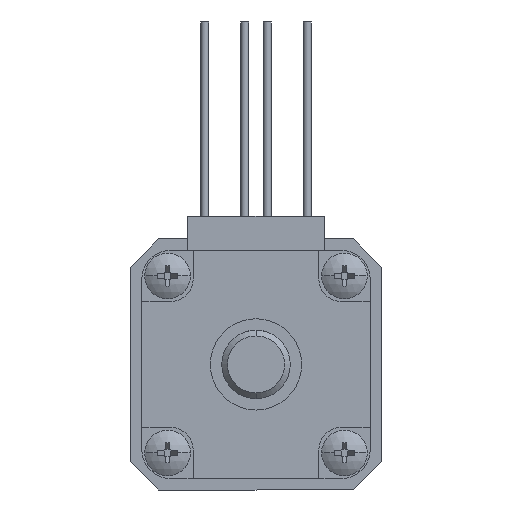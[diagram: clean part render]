
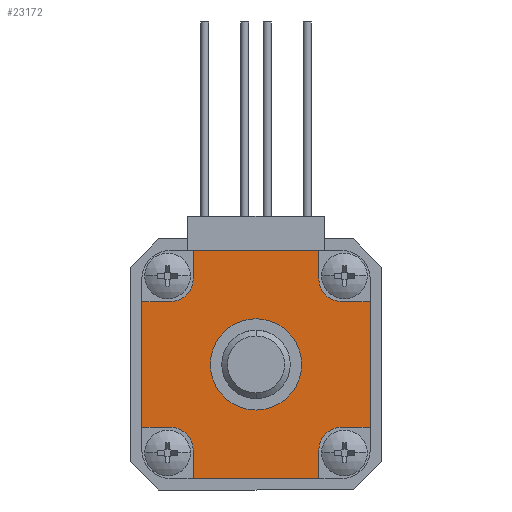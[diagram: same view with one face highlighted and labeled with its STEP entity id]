
A CAD part, front view. The second image highlights one B-rep face of the part: STEP entity #23172.
In plain terms, the highlighted planar face has unit normal (0, -1, 0).
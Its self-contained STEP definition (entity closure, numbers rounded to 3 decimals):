
#34 = CARTESIAN_POINT ( 'NONE',  ( 10., 0., 7.5 ) ) ;
#104 = LINE ( 'NONE', #8243, #15363 ) ;
#272 = CARTESIAN_POINT ( 'NONE',  ( -5.5, 0., -10. ) ) ;
#412 = DIRECTION ( 'NONE',  ( 0., 0., -1. ) ) ;
#584 = VERTEX_POINT ( 'NONE', #23193 ) ;
#635 = VERTEX_POINT ( 'NONE', #7307 ) ;
#788 = CARTESIAN_POINT ( 'NONE',  ( -7.5, 0., -10. ) ) ;
#981 = VERTEX_POINT ( 'NONE', #24899 ) ;
#1223 = ORIENTED_EDGE ( 'NONE', *, *, #12929, .F. ) ;
#1821 = VERTEX_POINT ( 'NONE', #10665 ) ;
#1899 = CARTESIAN_POINT ( 'NONE',  ( -7.5, 0., 5.5 ) ) ;
#1937 = VERTEX_POINT ( 'NONE', #9697 ) ;
#1952 = VERTEX_POINT ( 'NONE', #3706 ) ;
#2016 = CIRCLE ( 'NONE', #16941, 2. ) ;
#2144 = ORIENTED_EDGE ( 'NONE', *, *, #16791, .T. ) ;
#2461 = CARTESIAN_POINT ( 'NONE',  ( 5.5, 0., -10. ) ) ;
#2584 = DIRECTION ( 'NONE',  ( 0., 1., 0. ) ) ;
#2608 = ORIENTED_EDGE ( 'NONE', *, *, #11015, .T. ) ;
#2638 = DIRECTION ( 'NONE',  ( 0., 0., 1. ) ) ;
#2671 = CARTESIAN_POINT ( 'NONE',  ( -5.5, 0., -7.5 ) ) ;
#2795 = LINE ( 'NONE', #10937, #10410 ) ;
#2964 = AXIS2_PLACEMENT_3D ( 'NONE', #14724, #2584, #10718 ) ;
#2983 = VECTOR ( 'NONE', #14702, 1000. ) ;
#3280 = EDGE_CURVE ( 'NONE', #16513, #1937, #104, .T. ) ;
#3341 = VECTOR ( 'NONE', #3902, 1000. ) ;
#3419 = ORIENTED_EDGE ( 'NONE', *, *, #9295, .T. ) ;
#3706 = CARTESIAN_POINT ( 'NONE',  ( -5.5, 0., -7.5 ) ) ;
#3902 = DIRECTION ( 'NONE',  ( 0., 0., -1. ) ) ;
#4155 = LINE ( 'NONE', #18565, #7003 ) ;
#4259 = CARTESIAN_POINT ( 'NONE',  ( -10., 0., 7.5 ) ) ;
#4323 = EDGE_CURVE ( 'NONE', #16513, #25353, #26166, .T. ) ;
#4567 = VERTEX_POINT ( 'NONE', #17604 ) ;
#4657 = CIRCLE ( 'NONE', #8478, 2. ) ;
#4929 = EDGE_CURVE ( 'NONE', #23621, #635, #6076, .T. ) ;
#5001 = EDGE_CURVE ( 'NONE', #1937, #23621, #2016, .T. ) ;
#5062 = DIRECTION ( 'NONE',  ( 0., 0., 1. ) ) ;
#5113 = LINE ( 'NONE', #8988, #6371 ) ;
#5523 = ORIENTED_EDGE ( 'NONE', *, *, #22592, .T. ) ;
#5547 = CARTESIAN_POINT ( 'NONE',  ( -10., 0., -5.5 ) ) ;
#6044 = DIRECTION ( 'NONE',  ( 0., 0., 1. ) ) ;
#6072 = CARTESIAN_POINT ( 'NONE',  ( -7.5, 0., 10. ) ) ;
#6076 = LINE ( 'NONE', #9814, #23730 ) ;
#6193 = ORIENTED_EDGE ( 'NONE', *, *, #5001, .T. ) ;
#6371 = VECTOR ( 'NONE', #10582, 1000. ) ;
#6429 = LINE ( 'NONE', #16715, #2983 ) ;
#6631 = DIRECTION ( 'NONE',  ( 0., 1., 0. ) ) ;
#6666 = LINE ( 'NONE', #2671, #20201 ) ;
#6889 = FACE_BOUND ( 'NONE', #7964, .T. ) ;
#6906 = VERTEX_POINT ( 'NONE', #26311 ) ;
#6977 = DIRECTION ( 'NONE',  ( 0., 0., 1. ) ) ;
#7003 = VECTOR ( 'NONE', #412, 1000. ) ;
#7307 = CARTESIAN_POINT ( 'NONE',  ( 10., 0., -5.5 ) ) ;
#7684 = LINE ( 'NONE', #5547, #12822 ) ;
#7964 = EDGE_LOOP ( 'NONE', ( #2144, #14844 ) ) ;
#8050 = CARTESIAN_POINT ( 'NONE',  ( 0., 0., 0. ) ) ;
#8243 = CARTESIAN_POINT ( 'NONE',  ( 5.5, 0., -7.5 ) ) ;
#8450 = CARTESIAN_POINT ( 'NONE',  ( 0., 0., 4. ) ) ;
#8478 = AXIS2_PLACEMENT_3D ( 'NONE', #14657, #6631, #18658 ) ;
#8518 = CIRCLE ( 'NONE', #22589, 2. ) ;
#8520 = CARTESIAN_POINT ( 'NONE',  ( -10., 0., 5.5 ) ) ;
#8596 = DIRECTION ( 'NONE',  ( 0., 1., 0. ) ) ;
#8988 = CARTESIAN_POINT ( 'NONE',  ( 10., 0., 5.5 ) ) ;
#9107 = ORIENTED_EDGE ( 'NONE', *, *, #23331, .T. ) ;
#9192 = CARTESIAN_POINT ( 'NONE',  ( -10., 0., -5.5 ) ) ;
#9295 = EDGE_CURVE ( 'NONE', #20432, #15653, #21283, .T. ) ;
#9309 = LINE ( 'NONE', #6072, #25897 ) ;
#9321 = VECTOR ( 'NONE', #2638, 1000. ) ;
#9595 = EDGE_CURVE ( 'NONE', #6906, #635, #11902, .T. ) ;
#9697 = CARTESIAN_POINT ( 'NONE',  ( 5.5, 0., -7.5 ) ) ;
#9814 = CARTESIAN_POINT ( 'NONE',  ( 10., 0., -5.5 ) ) ;
#9824 = VERTEX_POINT ( 'NONE', #9192 ) ;
#10003 = ORIENTED_EDGE ( 'NONE', *, *, #24404, .F. ) ;
#10122 = ORIENTED_EDGE ( 'NONE', *, *, #4323, .F. ) ;
#10410 = VECTOR ( 'NONE', #5062, 1000. ) ;
#10484 = ORIENTED_EDGE ( 'NONE', *, *, #3280, .T. ) ;
#10582 = DIRECTION ( 'NONE',  ( -1., 0., 0. ) ) ;
#10586 = EDGE_CURVE ( 'NONE', #6906, #4567, #5113, .T. ) ;
#10595 = EDGE_CURVE ( 'NONE', #13837, #584, #17882, .T. ) ;
#10663 = CARTESIAN_POINT ( 'NONE',  ( -7.5, 0., -5.5 ) ) ;
#10665 = CARTESIAN_POINT ( 'NONE',  ( -5.5, 0., 10. ) ) ;
#10718 = DIRECTION ( 'NONE',  ( 0., 0., 1. ) ) ;
#10808 = DIRECTION ( 'NONE',  ( 0., 0., -1. ) ) ;
#10814 = AXIS2_PLACEMENT_3D ( 'NONE', #8050, #24063, #6044 ) ;
#10937 = CARTESIAN_POINT ( 'NONE',  ( 5.5, 0., 7.5 ) ) ;
#11015 = EDGE_CURVE ( 'NONE', #15653, #12924, #6429, .T. ) ;
#11891 = EDGE_LOOP ( 'NONE', ( #15432, #3419, #2608, #1223, #9107, #5523, #13324, #10122, #10484, #6193, #17189, #20003, #22073, #20302, #21105, #10003 ) ) ;
#11902 = LINE ( 'NONE', #34, #3341 ) ;
#12822 = VECTOR ( 'NONE', #24216, 1000. ) ;
#12924 = VERTEX_POINT ( 'NONE', #8520 ) ;
#12929 = EDGE_CURVE ( 'NONE', #9824, #12924, #18917, .T. ) ;
#12952 = EDGE_CURVE ( 'NONE', #4567, #981, #4657, .T. ) ;
#13016 = DIRECTION ( 'NONE',  ( 0., 0., -1. ) ) ;
#13142 = PLANE ( 'NONE',  #14550 ) ;
#13324 = ORIENTED_EDGE ( 'NONE', *, *, #14363, .T. ) ;
#13837 = VERTEX_POINT ( 'NONE', #8450 ) ;
#14363 = EDGE_CURVE ( 'NONE', #1952, #25353, #6666, .T. ) ;
#14550 = AXIS2_PLACEMENT_3D ( 'NONE', #25568, #17300, #15434 ) ;
#14652 = CIRCLE ( 'NONE', #10814, 4. ) ;
#14657 = CARTESIAN_POINT ( 'NONE',  ( 7.5, 0., 7.5 ) ) ;
#14702 = DIRECTION ( 'NONE',  ( -1., 0., 0. ) ) ;
#14724 = CARTESIAN_POINT ( 'NONE',  ( -7.5, 0., 7.5 ) ) ;
#14766 = DIRECTION ( 'NONE',  ( 0., 1., 0. ) ) ;
#14844 = ORIENTED_EDGE ( 'NONE', *, *, #10595, .T. ) ;
#15363 = VECTOR ( 'NONE', #24258, 1000. ) ;
#15432 = ORIENTED_EDGE ( 'NONE', *, *, #17304, .T. ) ;
#15434 = DIRECTION ( 'NONE',  ( 0., 0., 1. ) ) ;
#15653 = VERTEX_POINT ( 'NONE', #1899 ) ;
#16245 = DIRECTION ( 'NONE',  ( 0., 0., 1. ) ) ;
#16513 = VERTEX_POINT ( 'NONE', #2461 ) ;
#16715 = CARTESIAN_POINT ( 'NONE',  ( -10., 0., 5.5 ) ) ;
#16791 = EDGE_CURVE ( 'NONE', #584, #13837, #14652, .T. ) ;
#16869 = CARTESIAN_POINT ( 'NONE',  ( 0., 0., 0. ) ) ;
#16941 = AXIS2_PLACEMENT_3D ( 'NONE', #20091, #18370, #16245 ) ;
#17037 = CARTESIAN_POINT ( 'NONE',  ( -7.5, 0., -7.5 ) ) ;
#17189 = ORIENTED_EDGE ( 'NONE', *, *, #4929, .T. ) ;
#17300 = DIRECTION ( 'NONE',  ( 0., 1., 0. ) ) ;
#17304 = EDGE_CURVE ( 'NONE', #1821, #20432, #4155, .T. ) ;
#17431 = FACE_OUTER_BOUND ( 'NONE', #11891, .T. ) ;
#17540 = CARTESIAN_POINT ( 'NONE',  ( 7.5, 0., -5.5 ) ) ;
#17604 = CARTESIAN_POINT ( 'NONE',  ( 7.5, 0., 5.5 ) ) ;
#17882 = CIRCLE ( 'NONE', #22565, 4. ) ;
#18174 = VECTOR ( 'NONE', #23333, 1000. ) ;
#18222 = DIRECTION ( 'NONE',  ( 1., 0., 0. ) ) ;
#18370 = DIRECTION ( 'NONE',  ( 0., 1., 0. ) ) ;
#18565 = CARTESIAN_POINT ( 'NONE',  ( -5.5, 0., 7.5 ) ) ;
#18658 = DIRECTION ( 'NONE',  ( 0., 0., -1. ) ) ;
#18785 = EDGE_CURVE ( 'NONE', #981, #24923, #2795, .T. ) ;
#18917 = LINE ( 'NONE', #4259, #9321 ) ;
#20003 = ORIENTED_EDGE ( 'NONE', *, *, #9595, .F. ) ;
#20091 = CARTESIAN_POINT ( 'NONE',  ( 7.5, 0., -7.5 ) ) ;
#20201 = VECTOR ( 'NONE', #10808, 1000. ) ;
#20216 = DIRECTION ( 'NONE',  ( 1., 0., 0. ) ) ;
#20302 = ORIENTED_EDGE ( 'NONE', *, *, #12952, .T. ) ;
#20432 = VERTEX_POINT ( 'NONE', #24444 ) ;
#21105 = ORIENTED_EDGE ( 'NONE', *, *, #18785, .T. ) ;
#21283 = CIRCLE ( 'NONE', #2964, 2. ) ;
#22073 = ORIENTED_EDGE ( 'NONE', *, *, #10586, .T. ) ;
#22238 = VERTEX_POINT ( 'NONE', #10663 ) ;
#22455 = CARTESIAN_POINT ( 'NONE',  ( 5.5, 0., 10. ) ) ;
#22565 = AXIS2_PLACEMENT_3D ( 'NONE', #16869, #8596, #6977 ) ;
#22589 = AXIS2_PLACEMENT_3D ( 'NONE', #17037, #14766, #13016 ) ;
#22592 = EDGE_CURVE ( 'NONE', #22238, #1952, #8518, .T. ) ;
#23172 = ADVANCED_FACE ( 'NONE', ( #6889, #17431 ), #13142, .F. ) ;
#23193 = CARTESIAN_POINT ( 'NONE',  ( 0., 0., -4. ) ) ;
#23331 = EDGE_CURVE ( 'NONE', #9824, #22238, #7684, .T. ) ;
#23333 = DIRECTION ( 'NONE',  ( -1., 0., 0. ) ) ;
#23621 = VERTEX_POINT ( 'NONE', #17540 ) ;
#23730 = VECTOR ( 'NONE', #18222, 1000. ) ;
#24063 = DIRECTION ( 'NONE',  ( 0., 1., 0. ) ) ;
#24216 = DIRECTION ( 'NONE',  ( 1., 0., 0. ) ) ;
#24258 = DIRECTION ( 'NONE',  ( 0., 0., 1. ) ) ;
#24404 = EDGE_CURVE ( 'NONE', #1821, #24923, #9309, .T. ) ;
#24444 = CARTESIAN_POINT ( 'NONE',  ( -5.5, 0., 7.5 ) ) ;
#24899 = CARTESIAN_POINT ( 'NONE',  ( 5.5, 0., 7.5 ) ) ;
#24923 = VERTEX_POINT ( 'NONE', #22455 ) ;
#25353 = VERTEX_POINT ( 'NONE', #272 ) ;
#25568 = CARTESIAN_POINT ( 'NONE',  ( -7.5, 0., 7.5 ) ) ;
#25897 = VECTOR ( 'NONE', #20216, 1000. ) ;
#26166 = LINE ( 'NONE', #788, #18174 ) ;
#26311 = CARTESIAN_POINT ( 'NONE',  ( 10., 0., 5.5 ) ) ;
